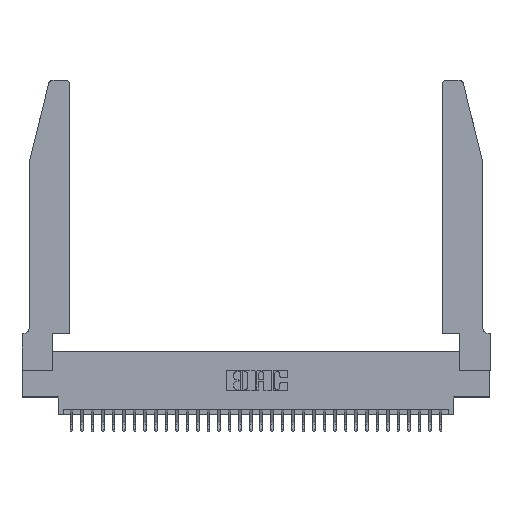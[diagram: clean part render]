
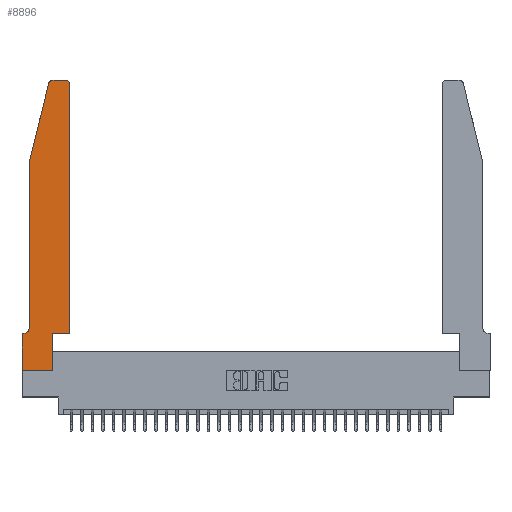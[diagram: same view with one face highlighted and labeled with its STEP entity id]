
A CAD part, top view. The second image highlights one B-rep face of the part: STEP entity #8896.
In plain terms, the highlighted planar face has unit normal (0, 0, 1).
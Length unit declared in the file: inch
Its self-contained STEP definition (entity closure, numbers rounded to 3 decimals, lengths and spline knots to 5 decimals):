
#982 = CARTESIAN_POINT ( 'NONE',  ( 0., 0., 0.37 ) ) ;
#1094 = ORIENTED_EDGE ( 'NONE', *, *, #11190, .T. ) ;
#1622 = CARTESIAN_POINT ( 'NONE',  ( 0.4205, 2.75, 0.37 ) ) ;
#1893 = CARTESIAN_POINT ( 'NONE',  ( 0.2865, 0., 0.37 ) ) ;
#2557 = CARTESIAN_POINT ( 'NONE',  ( 0.0755, 0.42, 0.37 ) ) ;
#2653 = EDGE_CURVE ( 'NONE', #32009, #21833, #7553, .T. ) ;
#2679 = ORIENTED_EDGE ( 'NONE', *, *, #29449, .T. ) ;
#2874 = LINE ( 'NONE', #27784, #30112 ) ;
#3119 = LINE ( 'NONE', #33295, #31174 ) ;
#3621 = EDGE_CURVE ( 'NONE', #12599, #27034, #13368, .T. ) ;
#3673 = EDGE_CURVE ( 'NONE', #7725, #28082, #30909, .T. ) ;
#3709 = DIRECTION ( 'NONE',  ( 0., -1., 0. ) ) ;
#3901 = ORIENTED_EDGE ( 'NONE', *, *, #18530, .T. ) ;
#4495 = CARTESIAN_POINT ( 'NONE',  ( 0.4505, 2.72, 0.37 ) ) ;
#4611 = ORIENTED_EDGE ( 'NONE', *, *, #2653, .T. ) ;
#4741 = DIRECTION ( 'NONE',  ( 0., 0., 1. ) ) ;
#4974 = DIRECTION ( 'NONE',  ( 0., 0., -1. ) ) ;
#5158 = VERTEX_POINT ( 'NONE', #24327 ) ;
#5314 = EDGE_CURVE ( 'NONE', #25812, #32009, #28377, .T. ) ;
#5406 = LINE ( 'NONE', #9687, #18663 ) ;
#6147 = CARTESIAN_POINT ( 'NONE',  ( 0.4505, 0.35, 0.37 ) ) ;
#7527 = EDGE_CURVE ( 'NONE', #24097, #7725, #5406, .T. ) ;
#7553 = LINE ( 'NONE', #6147, #26050 ) ;
#7725 = VERTEX_POINT ( 'NONE', #2557 ) ;
#8105 = ORIENTED_EDGE ( 'NONE', *, *, #5314, .T. ) ;
#8761 = CARTESIAN_POINT ( 'NONE',  ( 0.4505, 0.35, 0.37 ) ) ;
#8896 = ADVANCED_FACE ( 'NONE', ( #21818 ), #28702, .T. ) ;
#9256 = ORIENTED_EDGE ( 'NONE', *, *, #32245, .T. ) ;
#9687 = CARTESIAN_POINT ( 'NONE',  ( 0.0755, 2., 0.37 ) ) ;
#9791 = DIRECTION ( 'NONE',  ( -0.239, -0.971, 0. ) ) ;
#9947 = CARTESIAN_POINT ( 'NONE',  ( 0.4205, 2.72, 0.37 ) ) ;
#11184 = CIRCLE ( 'NONE', #30507, 0.03 ) ;
#11190 = EDGE_CURVE ( 'NONE', #20526, #12599, #31072, .T. ) ;
#11758 = VECTOR ( 'NONE', #28993, 39.37008 ) ;
#12577 = LINE ( 'NONE', #13367, #11758 ) ;
#12589 = DIRECTION ( 'NONE',  ( 1., 0., 0. ) ) ;
#12599 = VERTEX_POINT ( 'NONE', #27831 ) ;
#13075 = CARTESIAN_POINT ( 'NONE',  ( 0., 0.35, 0.37 ) ) ;
#13367 = CARTESIAN_POINT ( 'NONE',  ( 0.0755, 0.35, 0.37 ) ) ;
#13368 = CIRCLE ( 'NONE', #14225, 0.03 ) ;
#14060 = CARTESIAN_POINT ( 'NONE',  ( 0.25487, 2.72718, 0.37 ) ) ;
#14225 = AXIS2_PLACEMENT_3D ( 'NONE', #20567, #4741, #23184 ) ;
#14480 = VECTOR ( 'NONE', #25161, 39.37008 ) ;
#14487 = DIRECTION ( 'NONE',  ( 1., 0., 0. ) ) ;
#14965 = ORIENTED_EDGE ( 'NONE', *, *, #7527, .T. ) ;
#14968 = DIRECTION ( 'NONE',  ( 0., -1., 0. ) ) ;
#15691 = DIRECTION ( 'NONE',  ( 0., 0., 1. ) ) ;
#18274 = VERTEX_POINT ( 'NONE', #31618 ) ;
#18530 = EDGE_CURVE ( 'NONE', #18274, #19859, #30540, .T. ) ;
#18663 = VECTOR ( 'NONE', #14968, 39.37008 ) ;
#18670 = CARTESIAN_POINT ( 'NONE',  ( 0.0755, 2., 0.37 ) ) ;
#18872 = ORIENTED_EDGE ( 'NONE', *, *, #3621, .T. ) ;
#19859 = VERTEX_POINT ( 'NONE', #1893 ) ;
#19887 = ORIENTED_EDGE ( 'NONE', *, *, #21742, .T. ) ;
#20526 = VERTEX_POINT ( 'NONE', #1622 ) ;
#20567 = CARTESIAN_POINT ( 'NONE',  ( 0.284, 2.72, 0.37 ) ) ;
#20621 = LINE ( 'NONE', #982, #26757 ) ;
#20798 = CARTESIAN_POINT ( 'NONE',  ( 0.0055, 0.42, 0.37 ) ) ;
#21276 = ORIENTED_EDGE ( 'NONE', *, *, #32701, .T. ) ;
#21742 = EDGE_CURVE ( 'NONE', #19859, #25812, #2874, .T. ) ;
#21818 = FACE_OUTER_BOUND ( 'NONE', #26425, .T. ) ;
#21833 = VERTEX_POINT ( 'NONE', #4495 ) ;
#22630 = DIRECTION ( 'NONE',  ( 0., 1., 0. ) ) ;
#22968 = AXIS2_PLACEMENT_3D ( 'NONE', #20798, #4974, #23389 ) ;
#23043 = EDGE_CURVE ( 'NONE', #5158, #18274, #20621, .T. ) ;
#23184 = DIRECTION ( 'NONE',  ( 1., 0., 0. ) ) ;
#23389 = DIRECTION ( 'NONE',  ( -1., 0., 0. ) ) ;
#23486 = ORIENTED_EDGE ( 'NONE', *, *, #23043, .T. ) ;
#24089 = VECTOR ( 'NONE', #32311, 39.37008 ) ;
#24097 = VERTEX_POINT ( 'NONE', #18670 ) ;
#24327 = CARTESIAN_POINT ( 'NONE',  ( 0., 0.35, 0.37 ) ) ;
#25035 = CARTESIAN_POINT ( 'NONE',  ( 0.4505, 0.35, 0.37 ) ) ;
#25161 = DIRECTION ( 'NONE',  ( 1., 0., 0. ) ) ;
#25297 = AXIS2_PLACEMENT_3D ( 'NONE', #13075, #15691, #33933 ) ;
#25812 = VERTEX_POINT ( 'NONE', #31122 ) ;
#26050 = VECTOR ( 'NONE', #27193, 39.37008 ) ;
#26356 = CARTESIAN_POINT ( 'NONE',  ( 0.0055, 0.35, 0.37 ) ) ;
#26425 = EDGE_LOOP ( 'NONE', ( #1094, #18872, #21276, #14965, #32925, #2679, #23486, #3901, #19887, #8105, #4611, #9256 ) ) ;
#26757 = VECTOR ( 'NONE', #3709, 39.37008 ) ;
#27034 = VERTEX_POINT ( 'NONE', #14060 ) ;
#27193 = DIRECTION ( 'NONE',  ( 0., 1., 0. ) ) ;
#27784 = CARTESIAN_POINT ( 'NONE',  ( 0.2865, 0.35, 0.37 ) ) ;
#27831 = CARTESIAN_POINT ( 'NONE',  ( 0.284, 2.75, 0.37 ) ) ;
#28082 = VERTEX_POINT ( 'NONE', #26356 ) ;
#28211 = DIRECTION ( 'NONE',  ( 0., 0., 1. ) ) ;
#28377 = LINE ( 'NONE', #25035, #14480 ) ;
#28702 = PLANE ( 'NONE',  #25297 ) ;
#28993 = DIRECTION ( 'NONE',  ( -1., 0., 0. ) ) ;
#29449 = EDGE_CURVE ( 'NONE', #28082, #5158, #12577, .T. ) ;
#29708 = VECTOR ( 'NONE', #14487, 39.37008 ) ;
#30099 = CARTESIAN_POINT ( 'NONE',  ( 0., 0., 0.37 ) ) ;
#30112 = VECTOR ( 'NONE', #22630, 39.37008 ) ;
#30507 = AXIS2_PLACEMENT_3D ( 'NONE', #9947, #28211, #12589 ) ;
#30540 = LINE ( 'NONE', #30099, #29708 ) ;
#30909 = CIRCLE ( 'NONE', #22968, 0.07 ) ;
#31072 = LINE ( 'NONE', #32199, #24089 ) ;
#31122 = CARTESIAN_POINT ( 'NONE',  ( 0.2865, 0.35, 0.37 ) ) ;
#31174 = VECTOR ( 'NONE', #9791, 39.37008 ) ;
#31618 = CARTESIAN_POINT ( 'NONE',  ( 0., 0., 0.37 ) ) ;
#32009 = VERTEX_POINT ( 'NONE', #8761 ) ;
#32199 = CARTESIAN_POINT ( 'NONE',  ( 0.2605, 2.75, 0.37 ) ) ;
#32245 = EDGE_CURVE ( 'NONE', #21833, #20526, #11184, .T. ) ;
#32311 = DIRECTION ( 'NONE',  ( -1., 0., 0. ) ) ;
#32701 = EDGE_CURVE ( 'NONE', #27034, #24097, #3119, .T. ) ;
#32925 = ORIENTED_EDGE ( 'NONE', *, *, #3673, .T. ) ;
#33295 = CARTESIAN_POINT ( 'NONE',  ( 0.0755, 2., 0.37 ) ) ;
#33933 = DIRECTION ( 'NONE',  ( 1., 0., 0. ) ) ;
